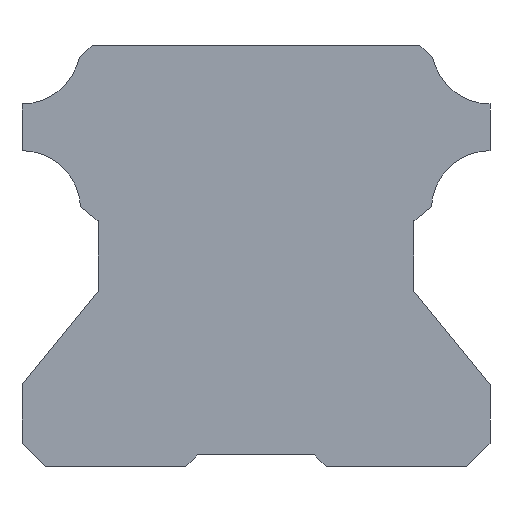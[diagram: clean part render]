
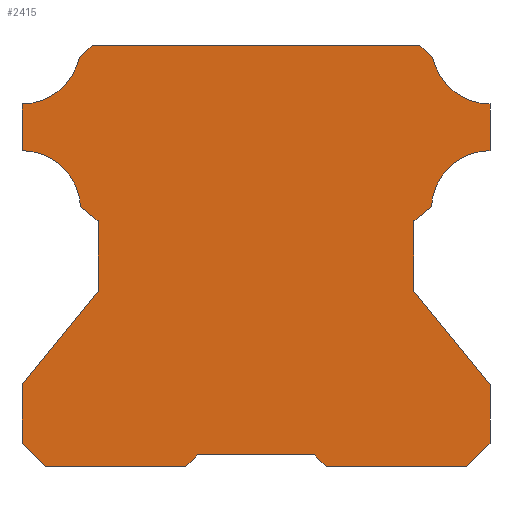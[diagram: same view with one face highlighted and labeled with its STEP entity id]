
A CAD part, front view. The second image highlights one B-rep face of the part: STEP entity #2415.
In plain terms, the highlighted planar face has unit normal (0, -1, 0).
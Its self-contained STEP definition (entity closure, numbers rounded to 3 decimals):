
#188=LINE('',#4185,#354);
#191=LINE('',#4191,#357);
#192=LINE('',#4193,#358);
#193=LINE('',#4195,#359);
#194=LINE('',#4197,#360);
#195=LINE('',#4199,#361);
#196=LINE('',#4201,#362);
#197=LINE('',#4205,#363);
#198=LINE('',#4209,#364);
#199=LINE('',#4211,#365);
#200=LINE('',#4213,#366);
#201=LINE('',#4217,#367);
#202=LINE('',#4221,#368);
#203=LINE('',#4223,#369);
#204=LINE('',#4225,#370);
#205=LINE('',#4227,#371);
#206=LINE('',#4229,#372);
#207=LINE('',#4231,#373);
#208=LINE('',#4233,#374);
#209=LINE('',#4234,#375);
#354=VECTOR('',#3468,10.);
#357=VECTOR('',#3475,10.);
#358=VECTOR('',#3476,10.);
#359=VECTOR('',#3477,10.);
#360=VECTOR('',#3478,10.);
#361=VECTOR('',#3479,10.);
#362=VECTOR('',#3480,10.);
#363=VECTOR('',#3483,10.);
#364=VECTOR('',#3486,10.);
#365=VECTOR('',#3487,10.);
#366=VECTOR('',#3488,10.);
#367=VECTOR('',#3491,10.);
#368=VECTOR('',#3494,10.);
#369=VECTOR('',#3495,10.);
#370=VECTOR('',#3496,10.);
#371=VECTOR('',#3497,10.);
#372=VECTOR('',#3498,10.);
#373=VECTOR('',#3499,10.);
#374=VECTOR('',#3500,10.);
#375=VECTOR('',#3501,10.);
#590=FACE_OUTER_BOUND('',#735,.T.);
#735=EDGE_LOOP('',(#2014,#2015,#2016,#2017,#2018,#2019,#2020,#2021,#2022,
#2023,#2024,#2025,#2026,#2027,#2028,#2029,#2030,#2031,#2032,#2033,#2034,
#2035,#2036,#2037));
#896=CIRCLE('',#2751,2.503);
#897=CIRCLE('',#2752,2.5);
#898=CIRCLE('',#2753,2.5);
#899=CIRCLE('',#2754,2.503);
#1095=VERTEX_POINT('',#4182);
#1096=VERTEX_POINT('',#4184);
#1097=VERTEX_POINT('',#4190);
#1098=VERTEX_POINT('',#4192);
#1099=VERTEX_POINT('',#4194);
#1100=VERTEX_POINT('',#4196);
#1101=VERTEX_POINT('',#4198);
#1102=VERTEX_POINT('',#4200);
#1103=VERTEX_POINT('',#4202);
#1104=VERTEX_POINT('',#4204);
#1105=VERTEX_POINT('',#4206);
#1106=VERTEX_POINT('',#4208);
#1107=VERTEX_POINT('',#4210);
#1108=VERTEX_POINT('',#4212);
#1109=VERTEX_POINT('',#4214);
#1110=VERTEX_POINT('',#4216);
#1111=VERTEX_POINT('',#4218);
#1112=VERTEX_POINT('',#4220);
#1113=VERTEX_POINT('',#4222);
#1114=VERTEX_POINT('',#4224);
#1115=VERTEX_POINT('',#4226);
#1116=VERTEX_POINT('',#4228);
#1117=VERTEX_POINT('',#4230);
#1118=VERTEX_POINT('',#4232);
#1431=EDGE_CURVE('',#1095,#1096,#188,.T.);
#1434=EDGE_CURVE('',#1097,#1095,#191,.T.);
#1435=EDGE_CURVE('',#1098,#1097,#192,.T.);
#1436=EDGE_CURVE('',#1099,#1098,#193,.T.);
#1437=EDGE_CURVE('',#1100,#1099,#194,.T.);
#1438=EDGE_CURVE('',#1101,#1100,#195,.T.);
#1439=EDGE_CURVE('',#1102,#1101,#196,.T.);
#1440=EDGE_CURVE('',#1103,#1102,#896,.T.);
#1441=EDGE_CURVE('',#1104,#1103,#197,.T.);
#1442=EDGE_CURVE('',#1105,#1104,#897,.T.);
#1443=EDGE_CURVE('',#1106,#1105,#198,.T.);
#1444=EDGE_CURVE('',#1107,#1106,#199,.T.);
#1445=EDGE_CURVE('',#1108,#1107,#200,.T.);
#1446=EDGE_CURVE('',#1109,#1108,#898,.T.);
#1447=EDGE_CURVE('',#1110,#1109,#201,.T.);
#1448=EDGE_CURVE('',#1111,#1110,#899,.T.);
#1449=EDGE_CURVE('',#1112,#1111,#202,.T.);
#1450=EDGE_CURVE('',#1113,#1112,#203,.T.);
#1451=EDGE_CURVE('',#1114,#1113,#204,.T.);
#1452=EDGE_CURVE('',#1115,#1114,#205,.T.);
#1453=EDGE_CURVE('',#1116,#1115,#206,.T.);
#1454=EDGE_CURVE('',#1117,#1116,#207,.T.);
#1455=EDGE_CURVE('',#1118,#1117,#208,.T.);
#1456=EDGE_CURVE('',#1118,#1096,#209,.T.);
#2014=ORIENTED_EDGE('',*,*,#1431,.F.);
#2015=ORIENTED_EDGE('',*,*,#1434,.F.);
#2016=ORIENTED_EDGE('',*,*,#1435,.F.);
#2017=ORIENTED_EDGE('',*,*,#1436,.F.);
#2018=ORIENTED_EDGE('',*,*,#1437,.F.);
#2019=ORIENTED_EDGE('',*,*,#1438,.F.);
#2020=ORIENTED_EDGE('',*,*,#1439,.F.);
#2021=ORIENTED_EDGE('',*,*,#1440,.F.);
#2022=ORIENTED_EDGE('',*,*,#1441,.F.);
#2023=ORIENTED_EDGE('',*,*,#1442,.F.);
#2024=ORIENTED_EDGE('',*,*,#1443,.F.);
#2025=ORIENTED_EDGE('',*,*,#1444,.F.);
#2026=ORIENTED_EDGE('',*,*,#1445,.F.);
#2027=ORIENTED_EDGE('',*,*,#1446,.F.);
#2028=ORIENTED_EDGE('',*,*,#1447,.F.);
#2029=ORIENTED_EDGE('',*,*,#1448,.F.);
#2030=ORIENTED_EDGE('',*,*,#1449,.F.);
#2031=ORIENTED_EDGE('',*,*,#1450,.F.);
#2032=ORIENTED_EDGE('',*,*,#1451,.F.);
#2033=ORIENTED_EDGE('',*,*,#1452,.F.);
#2034=ORIENTED_EDGE('',*,*,#1453,.F.);
#2035=ORIENTED_EDGE('',*,*,#1454,.F.);
#2036=ORIENTED_EDGE('',*,*,#1455,.F.);
#2037=ORIENTED_EDGE('',*,*,#1456,.T.);
#2291=PLANE('',#2750);
#2415=ADVANCED_FACE('',(#590),#2291,.F.);
#2750=AXIS2_PLACEMENT_3D('',#4189,#3473,#3474);
#2751=AXIS2_PLACEMENT_3D('',#4203,#3481,#3482);
#2752=AXIS2_PLACEMENT_3D('',#4207,#3484,#3485);
#2753=AXIS2_PLACEMENT_3D('',#4215,#3489,#3490);
#2754=AXIS2_PLACEMENT_3D('',#4219,#3492,#3493);
#3468=DIRECTION('',(-0.707,0.,0.707));
#3473=DIRECTION('center_axis',(0.,1.,0.));
#3474=DIRECTION('ref_axis',(0.,0.,1.));
#3475=DIRECTION('',(-1.,0.,0.));
#3476=DIRECTION('',(-0.707,0.,-0.707));
#3477=DIRECTION('',(0.,0.,-1.));
#3478=DIRECTION('',(0.631,0.,-0.776));
#3479=DIRECTION('',(0.,0.,-1.));
#3480=DIRECTION('',(-0.776,0.,-0.631));
#3481=DIRECTION('center_axis',(0.,-1.,0.));
#3482=DIRECTION('ref_axis',(0.999,0.,-0.045));
#3483=DIRECTION('',(0.,0.,-1.));
#3484=DIRECTION('center_axis',(0.,-1.,0.));
#3485=DIRECTION('ref_axis',(0.,0.,1.));
#3486=DIRECTION('',(0.742,0.,-0.671));
#3487=DIRECTION('',(1.,0.,0.));
#3488=DIRECTION('',(0.742,0.,0.671));
#3489=DIRECTION('center_axis',(0.,-1.,0.));
#3490=DIRECTION('ref_axis',(-1.,0.,0.));
#3491=DIRECTION('',(0.,0.,1.));
#3492=DIRECTION('center_axis',(0.,-1.,0.));
#3493=DIRECTION('ref_axis',(0.,0.,-1.));
#3494=DIRECTION('',(-0.776,0.,0.631));
#3495=DIRECTION('',(0.,0.,1.));
#3496=DIRECTION('',(0.631,0.,0.776));
#3497=DIRECTION('',(0.,0.,1.));
#3498=DIRECTION('',(-0.707,0.,0.707));
#3499=DIRECTION('',(-1.,0.,0.));
#3500=DIRECTION('',(-0.707,0.,-0.707));
#3501=DIRECTION('',(1.,0.,0.));
#4182=CARTESIAN_POINT('',(3.,0.,0.));
#4184=CARTESIAN_POINT('',(2.5,0.,0.5));
#4185=CARTESIAN_POINT('',(-1.159,0.,4.159));
#4189=CARTESIAN_POINT('Origin',(-4.512,0.,8.626));
#4190=CARTESIAN_POINT('',(9.,0.,0.));
#4191=CARTESIAN_POINT('',(0.,0.,0.));
#4192=CARTESIAN_POINT('',(10.,0.,1.));
#4193=CARTESIAN_POINT('',(8.028,0.,-0.972));
#4194=CARTESIAN_POINT('',(10.,0.,3.5));
#4195=CARTESIAN_POINT('',(10.,0.,3.5));
#4196=CARTESIAN_POINT('',(6.75,0.,7.5));
#4197=CARTESIAN_POINT('',(6.75,0.,7.5));
#4198=CARTESIAN_POINT('',(6.75,0.,10.5));
#4199=CARTESIAN_POINT('',(6.75,0.,10.5));
#4200=CARTESIAN_POINT('',(7.5,0.,11.109));
#4201=CARTESIAN_POINT('',(7.5,0.,11.109));
#4202=CARTESIAN_POINT('',(10.,0.,13.5));
#4203=CARTESIAN_POINT('Origin',(10.,0.,10.997));
#4204=CARTESIAN_POINT('',(10.,0.,15.5));
#4205=CARTESIAN_POINT('',(10.,0.,15.5));
#4206=CARTESIAN_POINT('',(7.55,0.,17.503));
#4207=CARTESIAN_POINT('Origin',(10.,0.,18.));
#4208=CARTESIAN_POINT('',(7.,0.,18.));
#4209=CARTESIAN_POINT('',(6.304,0.,18.63));
#4210=CARTESIAN_POINT('',(-7.,0.,18.));
#4211=CARTESIAN_POINT('',(-7.5,0.,18.));
#4212=CARTESIAN_POINT('',(-7.55,0.,17.503));
#4213=CARTESIAN_POINT('',(-8.785,0.,16.385));
#4214=CARTESIAN_POINT('',(-10.,0.,15.5));
#4215=CARTESIAN_POINT('Origin',(-10.,0.,18.));
#4216=CARTESIAN_POINT('',(-10.,0.,13.5));
#4217=CARTESIAN_POINT('',(-10.,0.,13.5));
#4218=CARTESIAN_POINT('',(-7.5,0.,11.109));
#4219=CARTESIAN_POINT('Origin',(-10.,0.,10.997));
#4220=CARTESIAN_POINT('',(-6.75,0.,10.5));
#4221=CARTESIAN_POINT('',(-6.75,0.,10.5));
#4222=CARTESIAN_POINT('',(-6.75,0.,7.5));
#4223=CARTESIAN_POINT('',(-6.75,0.,7.5));
#4224=CARTESIAN_POINT('',(-10.,0.,3.5));
#4225=CARTESIAN_POINT('',(-10.,0.,3.5));
#4226=CARTESIAN_POINT('',(-10.,0.,1.));
#4227=CARTESIAN_POINT('',(-10.,0.,0.));
#4228=CARTESIAN_POINT('',(-9.,0.,0.));
#4229=CARTESIAN_POINT('',(-10.284,0.,1.284));
#4230=CARTESIAN_POINT('',(-3.,0.,0.));
#4231=CARTESIAN_POINT('',(0.,0.,0.));
#4232=CARTESIAN_POINT('',(-2.5,0.,0.5));
#4233=CARTESIAN_POINT('',(-1.097,0.,1.903));
#4234=CARTESIAN_POINT('',(-3.506,0.,0.5));
